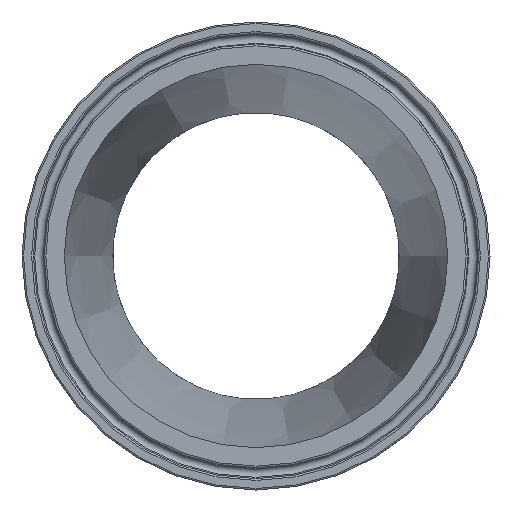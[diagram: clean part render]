
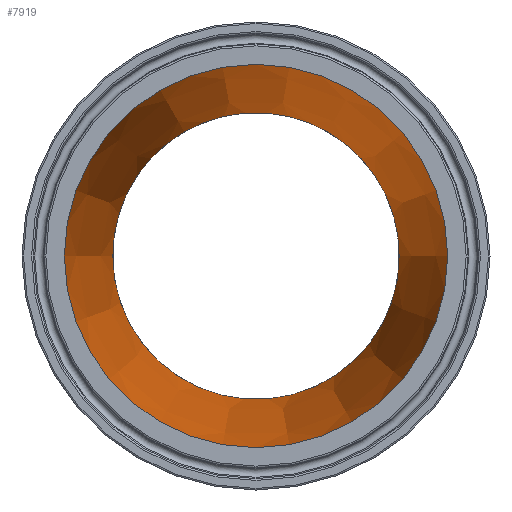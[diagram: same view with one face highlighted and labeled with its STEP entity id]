
A CAD part, left-side view. The second image highlights one B-rep face of the part: STEP entity #7919.
In plain terms, the highlighted conical face has half-angle 6.871 degrees and reference radius 42.57 mm.
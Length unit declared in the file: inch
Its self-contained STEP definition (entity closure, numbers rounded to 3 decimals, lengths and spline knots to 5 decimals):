
#895=FACE_OUTER_BOUND('',#1362,.T.);
#1362=EDGE_LOOP('',(#7281,#7282,#7283,#7284,#7285,#7286));
#1595=CIRCLE('',#8453,1.435);
#1596=CIRCLE('',#8454,1.435);
#1597=CIRCLE('',#8456,1.917);
#1598=CIRCLE('',#8457,1.917);
#2179=LINE('',#17216,#2715);
#2715=VECTOR('',#10054,1.676);
#3811=VERTEX_POINT('',#17210);
#3812=VERTEX_POINT('',#17211);
#3813=VERTEX_POINT('',#17215);
#3814=VERTEX_POINT('',#17217);
#4980=EDGE_CURVE('',#3811,#3812,#1595,.T.);
#4981=EDGE_CURVE('',#3812,#3811,#1596,.T.);
#4982=EDGE_CURVE('',#3812,#3813,#2179,.T.);
#4983=EDGE_CURVE('',#3814,#3813,#1597,.T.);
#4984=EDGE_CURVE('',#3813,#3814,#1598,.T.);
#7281=ORIENTED_EDGE('',*,*,#4980,.T.);
#7282=ORIENTED_EDGE('',*,*,#4982,.T.);
#7283=ORIENTED_EDGE('',*,*,#4983,.F.);
#7284=ORIENTED_EDGE('',*,*,#4984,.F.);
#7285=ORIENTED_EDGE('',*,*,#4982,.F.);
#7286=ORIENTED_EDGE('',*,*,#4981,.T.);
#7449=CONICAL_SURFACE('',#8455,1.676,0.12);
#7919=ADVANCED_FACE('',(#895),#7449,.F.);
#8453=AXIS2_PLACEMENT_3D('',#17212,#10048,#10049);
#8454=AXIS2_PLACEMENT_3D('',#17213,#10050,#10051);
#8455=AXIS2_PLACEMENT_3D('',#17214,#10052,#10053);
#8456=AXIS2_PLACEMENT_3D('',#17218,#10055,#10056);
#8457=AXIS2_PLACEMENT_3D('',#17219,#10057,#10058);
#10048=DIRECTION('center_axis',(1.,0.,0.));
#10049=DIRECTION('ref_axis',(0.,1.,0.));
#10050=DIRECTION('center_axis',(1.,0.,0.));
#10051=DIRECTION('ref_axis',(0.,1.,0.));
#10052=DIRECTION('center_axis',(-1.,0.,0.));
#10053=DIRECTION('ref_axis',(0.,1.,0.));
#10054=DIRECTION('',(-0.993,-0.12,0.));
#10055=DIRECTION('center_axis',(1.,0.,0.));
#10056=DIRECTION('ref_axis',(0.,1.,0.));
#10057=DIRECTION('center_axis',(1.,0.,0.));
#10058=DIRECTION('ref_axis',(0.,1.,0.));
#17210=CARTESIAN_POINT('',(5.05662,1.435,0.));
#17211=CARTESIAN_POINT('',(5.05662,-1.435,0.));
#17212=CARTESIAN_POINT('Origin',(5.05662,0.,
0.));
#17213=CARTESIAN_POINT('Origin',(5.05662,0.,
0.));
#17214=CARTESIAN_POINT('Origin',(3.05662,0.,
0.));
#17215=CARTESIAN_POINT('',(1.05662,-1.917,0.));
#17216=CARTESIAN_POINT('',(3.05662,-1.676,0.));
#17217=CARTESIAN_POINT('',(1.05662,1.917,0.));
#17218=CARTESIAN_POINT('Origin',(1.05662,0.,
0.));
#17219=CARTESIAN_POINT('Origin',(1.05662,0.,
0.));
